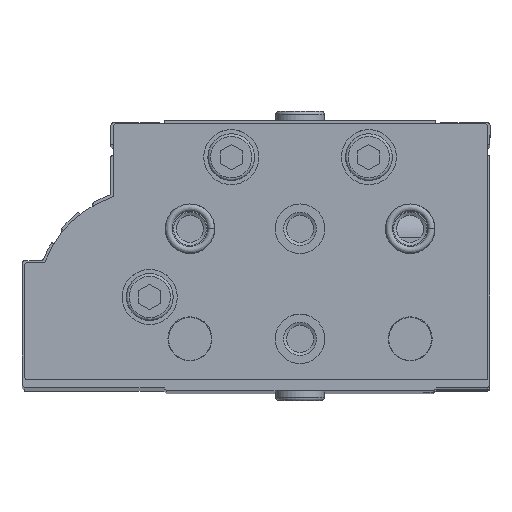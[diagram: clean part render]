
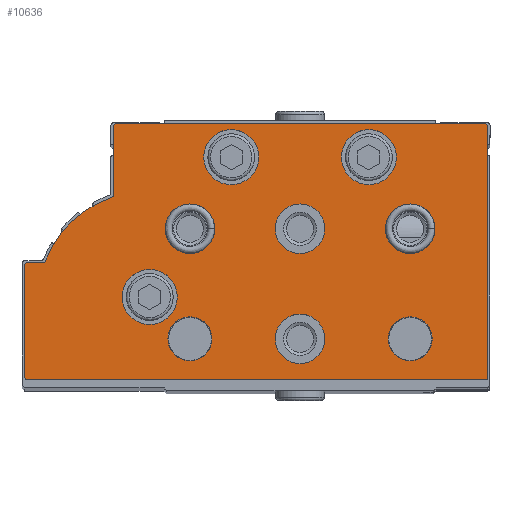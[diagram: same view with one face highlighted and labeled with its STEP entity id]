
A CAD part, top view. The second image highlights one B-rep face of the part: STEP entity #10636.
In plain terms, the highlighted face is planar.
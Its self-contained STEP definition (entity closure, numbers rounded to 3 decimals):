
#1111=LINE('',#17866,#1957);
#1113=LINE('',#17870,#1959);
#1116=LINE('',#17878,#1962);
#1119=LINE('',#17886,#1965);
#1124=LINE('',#17902,#1970);
#1127=LINE('',#17910,#1973);
#1957=VECTOR('',#14465,1000.);
#1959=VECTOR('',#14469,1000.);
#1962=VECTOR('',#14478,1000.);
#1965=VECTOR('',#14487,1000.);
#1970=VECTOR('',#14506,1000.);
#1973=VECTOR('',#14515,1000.);
#4252=ORIENTED_EDGE('',*,*,#6112,.T.);
#4253=ORIENTED_EDGE('',*,*,#6113,.T.);
#4254=ORIENTED_EDGE('',*,*,#6114,.T.);
#4255=ORIENTED_EDGE('',*,*,#6115,.T.);
#4256=ORIENTED_EDGE('',*,*,#6116,.T.);
#4257=ORIENTED_EDGE('',*,*,#6117,.T.);
#4258=ORIENTED_EDGE('',*,*,#6118,.T.);
#4259=ORIENTED_EDGE('',*,*,#6119,.T.);
#4260=ORIENTED_EDGE('',*,*,#6120,.T.);
#4261=ORIENTED_EDGE('',*,*,#6085,.F.);
#4262=ORIENTED_EDGE('',*,*,#6110,.F.);
#4263=ORIENTED_EDGE('',*,*,#6108,.F.);
#4264=ORIENTED_EDGE('',*,*,#6106,.F.);
#4265=ORIENTED_EDGE('',*,*,#6104,.T.);
#4266=ORIENTED_EDGE('',*,*,#6102,.F.);
#4267=ORIENTED_EDGE('',*,*,#6100,.T.);
#4268=ORIENTED_EDGE('',*,*,#6098,.F.);
#4269=ORIENTED_EDGE('',*,*,#6096,.F.);
#4270=ORIENTED_EDGE('',*,*,#6094,.F.);
#4271=ORIENTED_EDGE('',*,*,#6092,.F.);
#4272=ORIENTED_EDGE('',*,*,#6090,.F.);
#4273=ORIENTED_EDGE('',*,*,#6088,.F.);
#6085=EDGE_CURVE('',#7240,#7241,#7847,.T.);
#6088=EDGE_CURVE('',#7241,#7242,#1111,.T.);
#6090=EDGE_CURVE('',#7242,#7243,#1113,.T.);
#6092=EDGE_CURVE('',#7243,#7244,#7848,.T.);
#6094=EDGE_CURVE('',#7244,#7245,#1116,.T.);
#6096=EDGE_CURVE('',#7245,#7246,#7849,.T.);
#6098=EDGE_CURVE('',#7246,#7247,#1119,.T.);
#6100=EDGE_CURVE('',#7248,#7247,#7850,.T.);
#6102=EDGE_CURVE('',#7248,#7249,#7851,.T.);
#6104=EDGE_CURVE('',#7250,#7249,#7852,.T.);
#6106=EDGE_CURVE('',#7250,#7251,#1124,.T.);
#6108=EDGE_CURVE('',#7251,#7252,#7853,.T.);
#6110=EDGE_CURVE('',#7252,#7240,#1127,.T.);
#6112=EDGE_CURVE('',#7253,#7253,#7854,.T.);
#6113=EDGE_CURVE('',#7254,#7254,#7855,.T.);
#6114=EDGE_CURVE('',#7255,#7255,#7856,.T.);
#6115=EDGE_CURVE('',#7256,#7256,#7857,.T.);
#6116=EDGE_CURVE('',#7257,#7257,#7858,.T.);
#6117=EDGE_CURVE('',#7258,#7258,#7859,.T.);
#6118=EDGE_CURVE('',#7259,#7259,#7860,.T.);
#6119=EDGE_CURVE('',#7260,#7260,#7861,.T.);
#6120=EDGE_CURVE('',#7261,#7261,#7862,.T.);
#7240=VERTEX_POINT('',#17861);
#7241=VERTEX_POINT('',#17862);
#7242=VERTEX_POINT('',#17867);
#7243=VERTEX_POINT('',#17871);
#7244=VERTEX_POINT('',#17875);
#7245=VERTEX_POINT('',#17879);
#7246=VERTEX_POINT('',#17883);
#7247=VERTEX_POINT('',#17887);
#7248=VERTEX_POINT('',#17891);
#7249=VERTEX_POINT('',#17895);
#7250=VERTEX_POINT('',#17899);
#7251=VERTEX_POINT('',#17903);
#7252=VERTEX_POINT('',#17907);
#7253=VERTEX_POINT('',#17914);
#7254=VERTEX_POINT('',#17916);
#7255=VERTEX_POINT('',#17918);
#7256=VERTEX_POINT('',#17920);
#7257=VERTEX_POINT('',#17922);
#7258=VERTEX_POINT('',#17924);
#7259=VERTEX_POINT('',#17926);
#7260=VERTEX_POINT('',#17928);
#7261=VERTEX_POINT('',#17930);
#7847=CIRCLE('',#11754,0.5);
#7848=CIRCLE('',#11758,0.5);
#7849=CIRCLE('',#11761,0.5);
#7850=CIRCLE('',#11764,0.5);
#7851=CIRCLE('',#11766,19.5);
#7852=CIRCLE('',#11768,0.5);
#7853=CIRCLE('',#11771,0.5);
#7854=CIRCLE('',#11774,5.);
#7855=CIRCLE('',#11775,5.);
#7856=CIRCLE('',#11776,5.);
#7857=CIRCLE('',#11777,4.5);
#7858=CIRCLE('',#11778,4.5);
#7859=CIRCLE('',#11779,4.5);
#7860=CIRCLE('',#11780,4.5);
#7861=CIRCLE('',#11781,4.);
#7862=CIRCLE('',#11782,4.);
#8605=EDGE_LOOP('',(#4252));
#8606=EDGE_LOOP('',(#4253));
#8607=EDGE_LOOP('',(#4254));
#8608=EDGE_LOOP('',(#4255));
#8609=EDGE_LOOP('',(#4256));
#8610=EDGE_LOOP('',(#4257));
#8611=EDGE_LOOP('',(#4258));
#8612=EDGE_LOOP('',(#4259));
#8613=EDGE_LOOP('',(#4260));
#8614=EDGE_LOOP('',(#4261,#4262,#4263,#4264,#4265,#4266,#4267,#4268,#4269,
#4270,#4271,#4272,#4273));
#9544=FACE_BOUND('',#8605,.T.);
#9545=FACE_BOUND('',#8606,.T.);
#9546=FACE_BOUND('',#8607,.T.);
#9547=FACE_BOUND('',#8608,.T.);
#9548=FACE_BOUND('',#8609,.T.);
#9549=FACE_BOUND('',#8610,.T.);
#9550=FACE_BOUND('',#8611,.T.);
#9551=FACE_BOUND('',#8612,.T.);
#9552=FACE_BOUND('',#8613,.T.);
#9553=FACE_BOUND('',#8614,.T.);
#10100=PLANE('',#11773);
#10636=ADVANCED_FACE('',(#9544,#9545,#9546,#9547,#9548,#9549,#9550,#9551,
#9552,#9553),#10100,.F.);
#11754=AXIS2_PLACEMENT_3D('',#17860,#14459,#14460);
#11758=AXIS2_PLACEMENT_3D('',#17874,#14473,#14474);
#11761=AXIS2_PLACEMENT_3D('',#17882,#14482,#14483);
#11764=AXIS2_PLACEMENT_3D('',#17890,#14491,#14492);
#11766=AXIS2_PLACEMENT_3D('',#17894,#14496,#14497);
#11768=AXIS2_PLACEMENT_3D('',#17898,#14501,#14502);
#11771=AXIS2_PLACEMENT_3D('',#17906,#14510,#14511);
#11773=AXIS2_PLACEMENT_3D('',#17912,#14517,#14518);
#11774=AXIS2_PLACEMENT_3D('',#17913,#14519,#14520);
#11775=AXIS2_PLACEMENT_3D('',#17915,#14521,#14522);
#11776=AXIS2_PLACEMENT_3D('',#17917,#14523,#14524);
#11777=AXIS2_PLACEMENT_3D('',#17919,#14525,#14526);
#11778=AXIS2_PLACEMENT_3D('',#17921,#14527,#14528);
#11779=AXIS2_PLACEMENT_3D('',#17923,#14529,#14530);
#11780=AXIS2_PLACEMENT_3D('',#17925,#14531,#14532);
#11781=AXIS2_PLACEMENT_3D('',#17927,#14533,#14534);
#11782=AXIS2_PLACEMENT_3D('',#17929,#14535,#14536);
#14459=DIRECTION('',(0.,0.,1.));
#14460=DIRECTION('',(1.,0.,0.));
#14465=DIRECTION('',(0.,-1.,0.));
#14469=DIRECTION('',(1.,0.,0.));
#14473=DIRECTION('',(0.,0.,1.));
#14474=DIRECTION('',(1.,0.,0.));
#14478=DIRECTION('',(0.,1.,0.));
#14482=DIRECTION('',(0.,0.,1.));
#14483=DIRECTION('',(1.,0.,0.));
#14487=DIRECTION('',(-1.,0.,0.));
#14491=DIRECTION('',(0.,0.,1.));
#14492=DIRECTION('',(1.,0.,0.));
#14496=DIRECTION('',(0.,0.,1.));
#14497=DIRECTION('',(1.,0.,0.));
#14501=DIRECTION('',(0.,0.,1.));
#14502=DIRECTION('',(1.,0.,0.));
#14506=DIRECTION('',(0.,1.,0.));
#14510=DIRECTION('',(0.,0.,1.));
#14511=DIRECTION('',(1.,0.,0.));
#14515=DIRECTION('',(-1.,0.,0.));
#14517=DIRECTION('',(0.,0.,1.));
#14518=DIRECTION('',(1.,0.,0.));
#14519=DIRECTION('',(0.,0.,1.));
#14520=DIRECTION('',(1.,0.,0.));
#14521=DIRECTION('',(0.,0.,1.));
#14522=DIRECTION('',(1.,0.,0.));
#14523=DIRECTION('',(0.,0.,1.));
#14524=DIRECTION('',(1.,0.,0.));
#14525=DIRECTION('',(0.,0.,1.));
#14526=DIRECTION('',(1.,0.,0.));
#14527=DIRECTION('',(0.,0.,1.));
#14528=DIRECTION('',(1.,0.,0.));
#14529=DIRECTION('',(0.,0.,1.));
#14530=DIRECTION('',(1.,0.,0.));
#14531=DIRECTION('',(0.,0.,1.));
#14532=DIRECTION('',(1.,0.,0.));
#14533=DIRECTION('',(0.,0.,1.));
#14534=DIRECTION('',(1.,0.,0.));
#14535=DIRECTION('',(0.,0.,1.));
#14536=DIRECTION('',(1.,0.,0.));
#17860=CARTESIAN_POINT('',(0.5,46.,0.));
#17861=CARTESIAN_POINT('',(0.5,46.5,0.));
#17862=CARTESIAN_POINT('',(0.,46.,0.));
#17866=CARTESIAN_POINT('',(0.,46.,0.));
#17867=CARTESIAN_POINT('',(0.,0.,0.));
#17870=CARTESIAN_POINT('',(0.,0.,0.));
#17871=CARTESIAN_POINT('',(83.5,0.,0.));
#17874=CARTESIAN_POINT('',(83.5,0.5,0.));
#17875=CARTESIAN_POINT('',(84.,0.5,0.));
#17878=CARTESIAN_POINT('',(84.,0.5,0.));
#17879=CARTESIAN_POINT('',(84.,20.7,0.));
#17882=CARTESIAN_POINT('',(83.5,20.7,0.));
#17883=CARTESIAN_POINT('',(83.5,21.2,0.));
#17886=CARTESIAN_POINT('',(83.5,21.2,0.));
#17887=CARTESIAN_POINT('',(80.697,21.2,0.));
#17890=CARTESIAN_POINT('',(80.697,21.7,0.));
#17891=CARTESIAN_POINT('',(80.23,21.523,0.));
#17894=CARTESIAN_POINT('',(62.,14.6,0.));
#17895=CARTESIAN_POINT('',(68.191,33.091,0.));
#17898=CARTESIAN_POINT('',(68.35,33.565,0.));
#17899=CARTESIAN_POINT('',(67.85,33.565,0.));
#17902=CARTESIAN_POINT('',(67.85,33.565,0.));
#17903=CARTESIAN_POINT('',(67.85,46.,0.));
#17906=CARTESIAN_POINT('',(67.35,46.,0.));
#17907=CARTESIAN_POINT('',(67.35,46.5,0.));
#17910=CARTESIAN_POINT('',(67.35,46.5,0.));
#17912=CARTESIAN_POINT('',(0.5,46.,0.));
#17913=CARTESIAN_POINT('',(61.3,15.,0.));
#17914=CARTESIAN_POINT('',(66.3,15.,0.));
#17915=CARTESIAN_POINT('',(46.5,40.4,0.));
#17916=CARTESIAN_POINT('',(51.5,40.4,0.));
#17917=CARTESIAN_POINT('',(21.5,40.4,0.));
#17918=CARTESIAN_POINT('',(26.5,40.4,0.));
#17919=CARTESIAN_POINT('',(54.,27.4,0.));
#17920=CARTESIAN_POINT('',(58.5,27.4,0.));
#17921=CARTESIAN_POINT('',(34.,27.4,0.));
#17922=CARTESIAN_POINT('',(38.5,27.4,0.));
#17923=CARTESIAN_POINT('',(14.,27.4,0.));
#17924=CARTESIAN_POINT('',(18.5,27.4,0.));
#17925=CARTESIAN_POINT('',(34.,7.4,0.));
#17926=CARTESIAN_POINT('',(38.5,7.4,0.));
#17927=CARTESIAN_POINT('',(54.,7.4,0.));
#17928=CARTESIAN_POINT('',(58.,7.4,0.));
#17929=CARTESIAN_POINT('',(14.,7.4,0.));
#17930=CARTESIAN_POINT('',(18.,7.4,0.));
